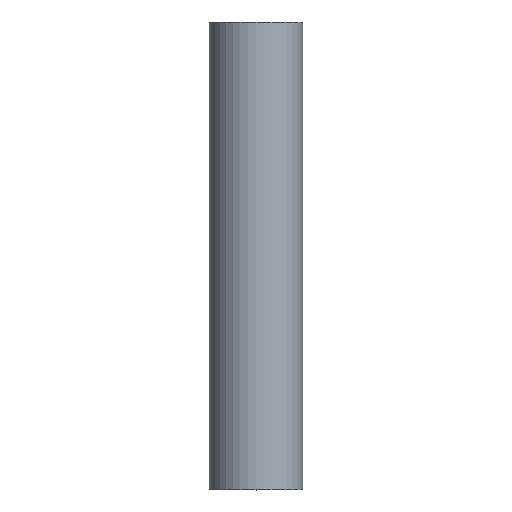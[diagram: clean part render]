
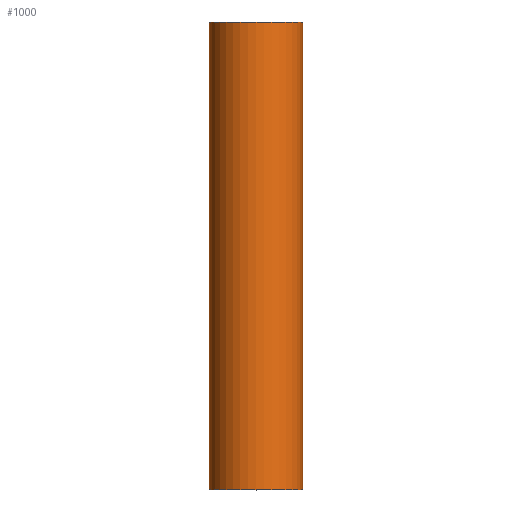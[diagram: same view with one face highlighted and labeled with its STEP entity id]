
A CAD part, top view. The second image highlights one B-rep face of the part: STEP entity #1000.
In plain terms, the highlighted cylindrical face has radius 60 mm (diameter 120 mm), a partial arc.
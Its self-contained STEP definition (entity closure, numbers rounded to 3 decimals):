
#60=CARTESIAN_POINT('',(0.,0.,0.));
#70=DIRECTION('',(0.,0.,1.));
#80=DIRECTION('',(-1.,0.,0.));
#90=AXIS2_PLACEMENT_3D('',#60,#70,#80);
#100=CIRCLE('',#90,60.);
#110=CARTESIAN_POINT('',(-60.,0.,0.));
#120=VERTEX_POINT('',#110);
#130=CARTESIAN_POINT('',(60.,0.,0.));
#140=VERTEX_POINT('',#130);
#170=EDGE_CURVE('',#140,#120,#100,.T.);
#690=CARTESIAN_POINT('',(0.,0.,0.));
#700=DIRECTION('',(0.,0.,1.));
#710=DIRECTION('',(1.,0.,0.));
#720=AXIS2_PLACEMENT_3D('',#690,#700,#710);
#730=CYLINDRICAL_SURFACE('',#720,60.);
#740=CARTESIAN_POINT('',(60.,0.,0.));
#750=DIRECTION('',(0.,0.,1.));
#760=VECTOR('',#750,1.);
#770=LINE('',#740,#760);
#780=CARTESIAN_POINT('',(60.,0.,600.));
#790=VERTEX_POINT('',#780);
#800=EDGE_CURVE('',#140,#790,#770,.T.);
#810=ORIENTED_EDGE('',*,*,#800,.F.);
#820=CARTESIAN_POINT('',(0.,0.,600.));
#830=DIRECTION('',(0.,0.,1.));
#840=DIRECTION('',(-1.,0.,0.));
#850=AXIS2_PLACEMENT_3D('',#820,#830,#840);
#860=CIRCLE('',#850,60.);
#870=CARTESIAN_POINT('',(-60.,0.,600.));
#880=VERTEX_POINT('',#870);
#890=EDGE_CURVE('',#790,#880,#860,.T.);
#900=ORIENTED_EDGE('',*,*,#890,.F.);
#910=CARTESIAN_POINT('',(-60.,0.,0.));
#920=DIRECTION('',(0.,0.,1.));
#930=VECTOR('',#920,1.);
#940=LINE('',#910,#930);
#950=EDGE_CURVE('',#120,#880,#940,.T.);
#960=ORIENTED_EDGE('',*,*,#950,.T.);
#970=ORIENTED_EDGE('',*,*,#170,.T.);
#980=EDGE_LOOP('',(#970,#960,#900,#810));
#990=FACE_OUTER_BOUND('',#980,.T.);
#1000=ADVANCED_FACE('',(#990),#730,.T.);
